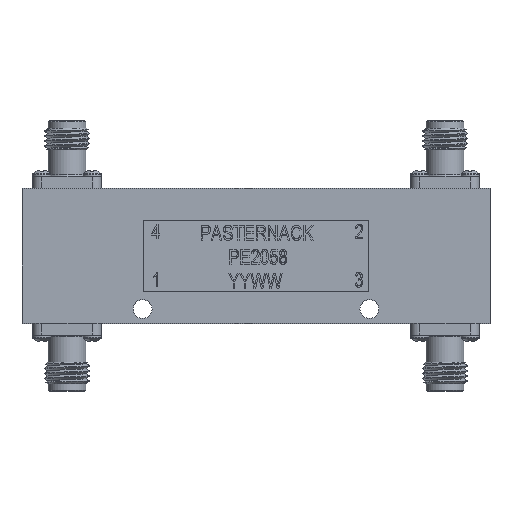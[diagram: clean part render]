
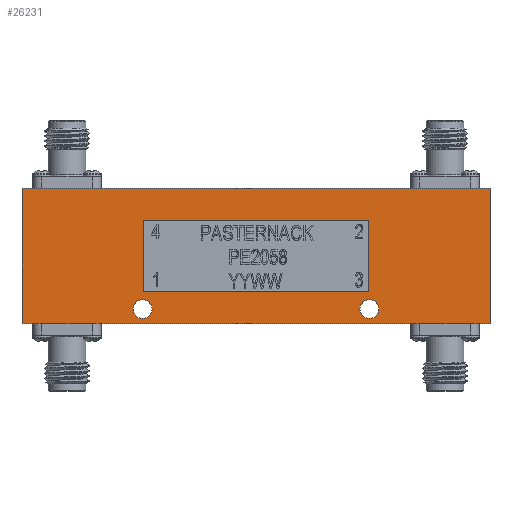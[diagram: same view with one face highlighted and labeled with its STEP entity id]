
A CAD part, top view. The second image highlights one B-rep face of the part: STEP entity #26231.
In plain terms, the highlighted planar face has unit normal (0, 0, 1).
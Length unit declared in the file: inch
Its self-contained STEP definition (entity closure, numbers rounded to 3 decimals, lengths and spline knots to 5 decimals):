
#539 = EDGE_CURVE ( 'NONE', #6292, #648, #14450, .T. ) ;
#648 = VERTEX_POINT ( 'NONE', #8719 ) ;
#1522 = LINE ( 'NONE', #5775, #10019 ) ;
#1524 = DIRECTION ( 'NONE',  ( 1., 0., 0. ) ) ;
#3535 = CARTESIAN_POINT ( 'NONE',  ( -1.3, 0.375, 0.22 ) ) ;
#4438 = DIRECTION ( 'NONE',  ( 1., 0., 0. ) ) ;
#5775 = CARTESIAN_POINT ( 'NONE',  ( 1.3, -0.375, 0.22 ) ) ;
#5919 = ORIENTED_EDGE ( 'NONE', *, *, #32412, .F. ) ;
#6292 = VERTEX_POINT ( 'NONE', #14156 ) ;
#6819 = ORIENTED_EDGE ( 'NONE', *, *, #15417, .T. ) ;
#6981 = LINE ( 'NONE', #3535, #16178 ) ;
#7091 = EDGE_LOOP ( 'NONE', ( #36844, #7778, #40403, #6819 ) ) ;
#7513 = DIRECTION ( 'NONE',  ( 0., 0., 1. ) ) ;
#7778 = ORIENTED_EDGE ( 'NONE', *, *, #40064, .T. ) ;
#7820 = CIRCLE ( 'NONE', #22158, 0.0525 ) ;
#8485 = CARTESIAN_POINT ( 'NONE',  ( 0., 0., 0.22 ) ) ;
#8625 = CARTESIAN_POINT ( 'NONE',  ( 0.6825, -0.295, 0.22 ) ) ;
#8647 = DIRECTION ( 'NONE',  ( 0., 1., 0. ) ) ;
#8719 = CARTESIAN_POINT ( 'NONE',  ( -0.6276, -0.19914, 0.22 ) ) ;
#10019 = VECTOR ( 'NONE', #8647, 39.37008 ) ;
#10041 = DIRECTION ( 'NONE',  ( 1., 0., 0. ) ) ;
#10575 = CARTESIAN_POINT ( 'NONE',  ( -0.63, -0.295, 0.22 ) ) ;
#10856 = LINE ( 'NONE', #34962, #20475 ) ;
#11353 = FACE_BOUND ( 'NONE', #37949, .T. ) ;
#11730 = EDGE_CURVE ( 'NONE', #13337, #13337, #7820, .T. ) ;
#11809 = CIRCLE ( 'NONE', #28780, 0.0525 ) ;
#11920 = ORIENTED_EDGE ( 'NONE', *, *, #13124, .F. ) ;
#12271 = DIRECTION ( 'NONE',  ( 0., 1., 0. ) ) ;
#12505 = VERTEX_POINT ( 'NONE', #28471 ) ;
#12521 = LINE ( 'NONE', #30926, #24908 ) ;
#13124 = EDGE_CURVE ( 'NONE', #18095, #6292, #13753, .T. ) ;
#13159 = EDGE_LOOP ( 'NONE', ( #30227 ) ) ;
#13337 = VERTEX_POINT ( 'NONE', #29067 ) ;
#13753 = LINE ( 'NONE', #19285, #34587 ) ;
#13916 = AXIS2_PLACEMENT_3D ( 'NONE', #8485, #18477, #30157 ) ;
#14156 = CARTESIAN_POINT ( 'NONE',  ( -0.6276, 0.19914, 0.22 ) ) ;
#14171 = DIRECTION ( 'NONE',  ( 0., 0., 1. ) ) ;
#14450 = LINE ( 'NONE', #26915, #24804 ) ;
#15024 = VECTOR ( 'NONE', #25167, 39.37008 ) ;
#15305 = EDGE_CURVE ( 'NONE', #16181, #19523, #1522, .T. ) ;
#15417 = EDGE_CURVE ( 'NONE', #26590, #16181, #10856, .T. ) ;
#16178 = VECTOR ( 'NONE', #16394, 39.37008 ) ;
#16181 = VERTEX_POINT ( 'NONE', #35264 ) ;
#16394 = DIRECTION ( 'NONE',  ( -1., 0., 0. ) ) ;
#17488 = FACE_BOUND ( 'NONE', #29723, .T. ) ;
#17523 = DIRECTION ( 'NONE',  ( 0., -1., 0. ) ) ;
#17788 = EDGE_CURVE ( 'NONE', #26790, #26590, #12521, .T. ) ;
#18095 = VERTEX_POINT ( 'NONE', #24534 ) ;
#18442 = LINE ( 'NONE', #18649, #15024 ) ;
#18477 = DIRECTION ( 'NONE',  ( 0., 0., -1. ) ) ;
#18649 = CARTESIAN_POINT ( 'NONE',  ( -0.6276, -0.19914, 0.22 ) ) ;
#18726 = ORIENTED_EDGE ( 'NONE', *, *, #18939, .F. ) ;
#18939 = EDGE_CURVE ( 'NONE', #12505, #18095, #24540, .T. ) ;
#19203 = ORIENTED_EDGE ( 'NONE', *, *, #539, .F. ) ;
#19285 = CARTESIAN_POINT ( 'NONE',  ( -0.6276, 0.19914, 0.22 ) ) ;
#19523 = VERTEX_POINT ( 'NONE', #37946 ) ;
#20475 = VECTOR ( 'NONE', #10041, 39.37008 ) ;
#21924 = DIRECTION ( 'NONE',  ( 0., -1., 0. ) ) ;
#22158 = AXIS2_PLACEMENT_3D ( 'NONE', #10575, #7513, #4438 ) ;
#23406 = FACE_OUTER_BOUND ( 'NONE', #7091, .T. ) ;
#23822 = PLANE ( 'NONE',  #13916 ) ;
#24534 = CARTESIAN_POINT ( 'NONE',  ( 0.6276, 0.19914, 0.22 ) ) ;
#24540 = LINE ( 'NONE', #28413, #24993 ) ;
#24804 = VECTOR ( 'NONE', #17523, 39.37008 ) ;
#24908 = VECTOR ( 'NONE', #21924, 39.37008 ) ;
#24993 = VECTOR ( 'NONE', #12271, 39.37008 ) ;
#25167 = DIRECTION ( 'NONE',  ( 1., 0., 0. ) ) ;
#26106 = CARTESIAN_POINT ( 'NONE',  ( -1.3, 0.375, 0.22 ) ) ;
#26231 = ADVANCED_FACE ( 'NONE', ( #23406, #17488, #26879, #11353 ), #23822, .F. ) ;
#26590 = VERTEX_POINT ( 'NONE', #26771 ) ;
#26771 = CARTESIAN_POINT ( 'NONE',  ( -1.3, -0.375, 0.22 ) ) ;
#26790 = VERTEX_POINT ( 'NONE', #26106 ) ;
#26879 = FACE_BOUND ( 'NONE', #13159, .T. ) ;
#26915 = CARTESIAN_POINT ( 'NONE',  ( -0.6276, -0.19914, 0.22 ) ) ;
#27609 = VERTEX_POINT ( 'NONE', #8625 ) ;
#28413 = CARTESIAN_POINT ( 'NONE',  ( 0.6276, -0.19914, 0.22 ) ) ;
#28471 = CARTESIAN_POINT ( 'NONE',  ( 0.6276, -0.19914, 0.22 ) ) ;
#28516 = EDGE_CURVE ( 'NONE', #27609, #27609, #11809, .T. ) ;
#28780 = AXIS2_PLACEMENT_3D ( 'NONE', #36034, #14171, #1524 ) ;
#29067 = CARTESIAN_POINT ( 'NONE',  ( -0.5775, -0.295, 0.22 ) ) ;
#29723 = EDGE_LOOP ( 'NONE', ( #35822 ) ) ;
#30157 = DIRECTION ( 'NONE',  ( 0., -1., 0. ) ) ;
#30227 = ORIENTED_EDGE ( 'NONE', *, *, #11730, .F. ) ;
#30926 = CARTESIAN_POINT ( 'NONE',  ( -1.3, -0.375, 0.22 ) ) ;
#32145 = DIRECTION ( 'NONE',  ( -1., 0., 0. ) ) ;
#32412 = EDGE_CURVE ( 'NONE', #648, #12505, #18442, .T. ) ;
#34587 = VECTOR ( 'NONE', #32145, 39.37008 ) ;
#34962 = CARTESIAN_POINT ( 'NONE',  ( -1.3, -0.375, 0.22 ) ) ;
#35264 = CARTESIAN_POINT ( 'NONE',  ( 1.3, -0.375, 0.22 ) ) ;
#35822 = ORIENTED_EDGE ( 'NONE', *, *, #28516, .F. ) ;
#36034 = CARTESIAN_POINT ( 'NONE',  ( 0.63, -0.295, 0.22 ) ) ;
#36844 = ORIENTED_EDGE ( 'NONE', *, *, #15305, .T. ) ;
#37946 = CARTESIAN_POINT ( 'NONE',  ( 1.3, 0.375, 0.22 ) ) ;
#37949 = EDGE_LOOP ( 'NONE', ( #18726, #5919, #19203, #11920 ) ) ;
#40064 = EDGE_CURVE ( 'NONE', #19523, #26790, #6981, .T. ) ;
#40403 = ORIENTED_EDGE ( 'NONE', *, *, #17788, .T. ) ;
